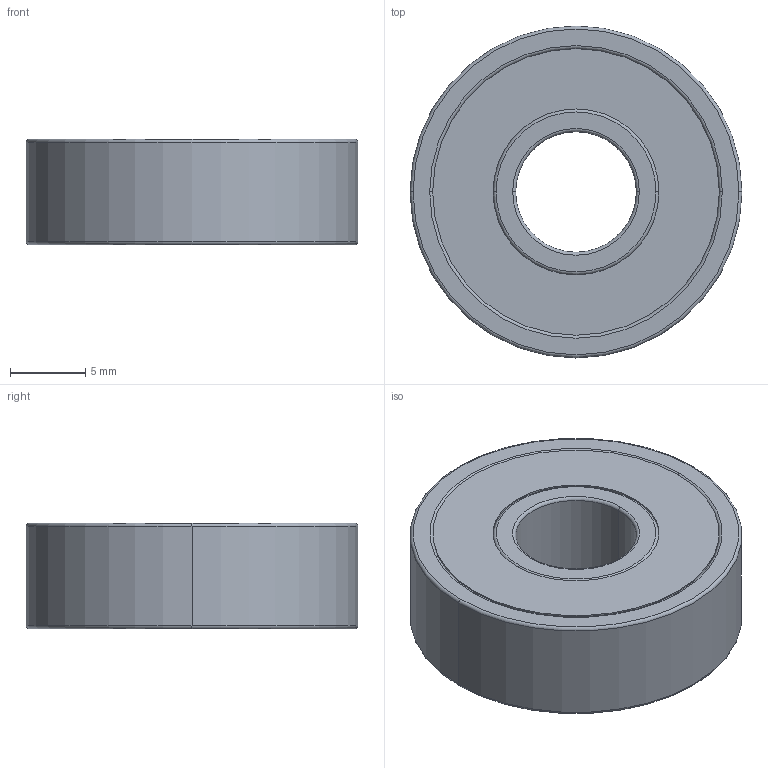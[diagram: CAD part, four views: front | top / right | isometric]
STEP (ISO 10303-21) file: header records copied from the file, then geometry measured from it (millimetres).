
FILE_DESCRIPTION (( 'STEP AP214' ), '1' );
FILE_NAME ('Bearing 608ZZ.STEP', '2015-10-26T08:07:16', ( '' ), ( '' ), 'SwSTEP 2.0', 'SolidWorks 2015', '' );
FILE_SCHEMA (( 'AUTOMOTIVE_DESIGN' ));
Length unit declared in the file: millimetre
Products named in the file (1): Bearing 608ZZ
Bounding box: 22 x 22 x 7 mm (x, y, z)
Volume: 2305.8 mm3; surface area: 2606.6 mm2
Topology: 3 solids, 3 shells, 34 faces, 68 edges, 40 vertices
Faces by surface type: torus 16, cylinder 12, plane 6
Entity records: 964 total; most frequent: DIRECTION 194, CARTESIAN_POINT 143, ORIENTED_EDGE 136, AXIS2_PLACEMENT_3D 91, EDGE_CURVE 68, CIRCLE 56, EDGE_LOOP 40, VERTEX_POINT 40
